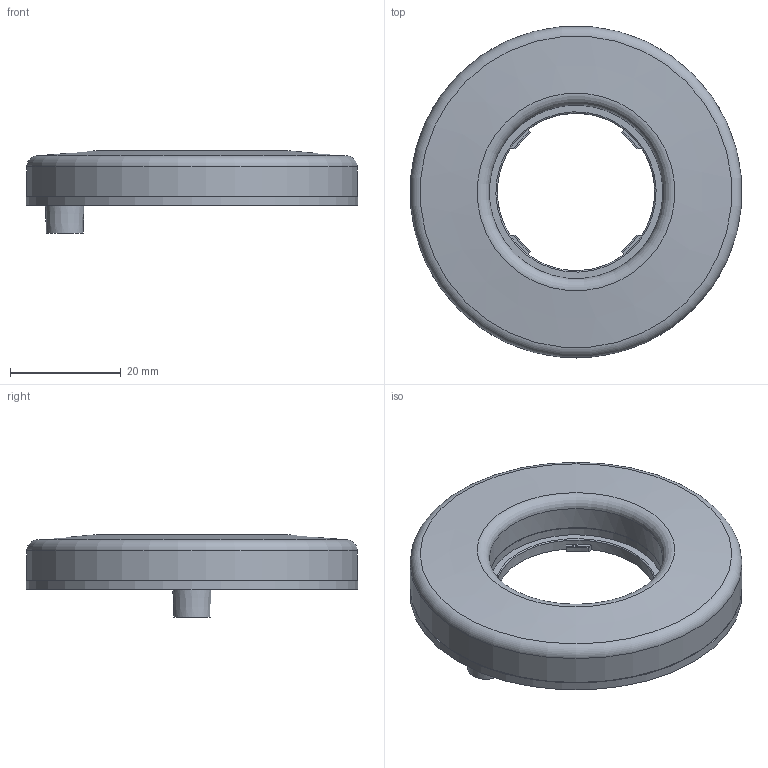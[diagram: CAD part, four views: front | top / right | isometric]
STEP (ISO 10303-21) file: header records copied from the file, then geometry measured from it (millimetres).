
FILE_DESCRIPTION(/* description */ (''),/* implementation_level */ '2;1');
FILE_NAME(/* name */ 'ANELLO LED X FORLANI.stp',/* time_stamp */ '2021-02-15T13:21:31+01:00',/* author */ (''),/* organization */ (''),/* preprocessor_version */ 'ST-DEVELOPER v16.7',/* originating_system */ 'SIEMENS PLM Software NX 12.0',/* authorisation */ '');
FILE_SCHEMA (('AP203_CONFIGURATION_CONTROLLED_3D_DESIGN_OF_MECHANICAL_PARTS_AND_ASSEMBLIES_MIM_LF { 1 0 10303 403 2 1 2}'));
Length unit declared in the file: millimetre
Products named in the file (3): ANELLO_LED_Prova2; ANELLO_LED_Prova1; ANELLO LED
Assembly tree (2 placements, depth 2):
  ANELLO LED
    ANELLO_LED_Prova1
    ANELLO_LED_Prova2
Bounding box: 60 x 60 x 14.85 mm (x, y, z)
Volume: 10513.2 mm3; surface area: 13422.9 mm2
Topology: 2 solids, 2 shells, 74 faces, 170 edges, 112 vertices
Faces by surface type: plane 38, cylinder 22, cone 9, torus 5
Full cylindrical faces by diameter (mm): 5 x1, 31.4 x2, 31.45 x1, 34.2 x1, 36 x1, 36.2 x1, 55.8 x1, 56 x1, 58 x2, 58.2 x1, 60 x2
Entity records: 2313 total; most frequent: CARTESIAN_POINT 363, DIRECTION 358, ORIENTED_EDGE 272, AXIS2_PLACEMENT_3D 152, EDGE_CURVE 136, EDGE_LOOP 118, VERTEX_POINT 104, FACE_BOUND 86
